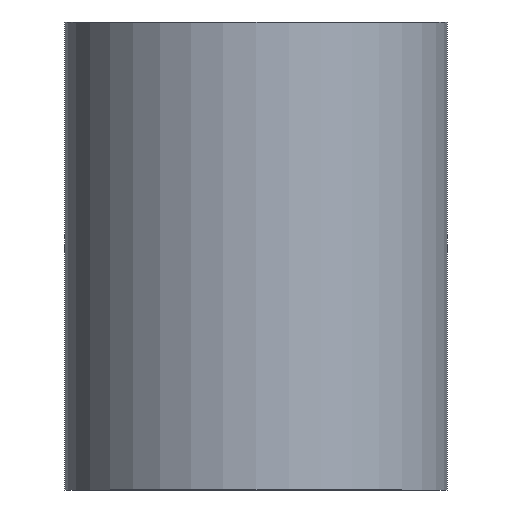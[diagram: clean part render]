
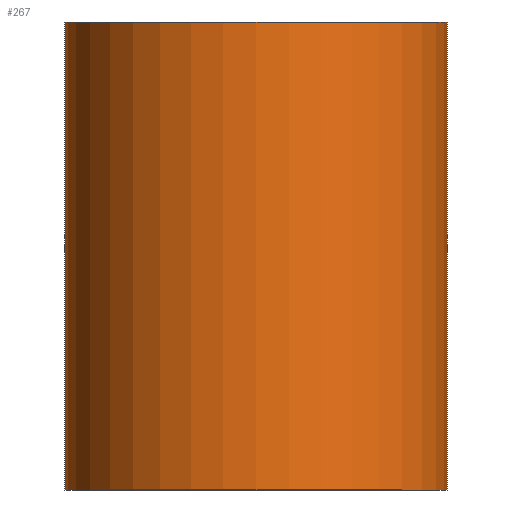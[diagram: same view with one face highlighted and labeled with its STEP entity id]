
A CAD part, front view. The second image highlights one B-rep face of the part: STEP entity #267.
In plain terms, the highlighted cylindrical face has radius 435 mm (diameter 870 mm), a full revolution.
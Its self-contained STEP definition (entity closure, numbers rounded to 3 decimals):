
#11 = DIRECTION ( 'NONE',  ( 1., 0., 0. ) ) ;
#32 = AXIS2_PLACEMENT_3D ( 'NONE', #580, #361, #270 ) ;
#62 = ORIENTED_EDGE ( 'NONE', *, *, #1030, .F. ) ;
#125 = FACE_OUTER_BOUND ( 'NONE', #857, .T. ) ;
#132 = CARTESIAN_POINT ( 'NONE',  ( 435., 0., 1065. ) ) ;
#197 = VERTEX_POINT ( 'NONE', #132 ) ;
#199 = CIRCLE ( 'NONE', #32, 435. ) ;
#206 = CARTESIAN_POINT ( 'NONE',  ( 0., 0., 0. ) ) ;
#222 = DIRECTION ( 'NONE',  ( 0., 0., 1. ) ) ;
#253 = AXIS2_PLACEMENT_3D ( 'NONE', #681, #1187, #567 ) ;
#267 = ADVANCED_FACE ( 'NONE', ( #125, #873 ), #1147, .T. ) ;
#270 = DIRECTION ( 'NONE',  ( 1., 0., 0. ) ) ;
#361 = DIRECTION ( 'NONE',  ( 0., 0., 1. ) ) ;
#444 = CARTESIAN_POINT ( 'NONE',  ( 435., 0., 0. ) ) ;
#450 = VERTEX_POINT ( 'NONE', #444 ) ;
#567 = DIRECTION ( 'NONE',  ( 1., 0., 0. ) ) ;
#580 = CARTESIAN_POINT ( 'NONE',  ( 0., 0., 1065. ) ) ;
#644 = CIRCLE ( 'NONE', #927, 435. ) ;
#666 = ORIENTED_EDGE ( 'NONE', *, *, #1272, .T. ) ;
#681 = CARTESIAN_POINT ( 'NONE',  ( 0., 0., 0. ) ) ;
#857 = EDGE_LOOP ( 'NONE', ( #666 ) ) ;
#873 = FACE_OUTER_BOUND ( 'NONE', #1314, .T. ) ;
#927 = AXIS2_PLACEMENT_3D ( 'NONE', #206, #222, #11 ) ;
#1030 = EDGE_CURVE ( 'NONE', #197, #197, #199, .T. ) ;
#1147 = CYLINDRICAL_SURFACE ( 'NONE', #253, 435. ) ;
#1187 = DIRECTION ( 'NONE',  ( 0., 0., 1. ) ) ;
#1272 = EDGE_CURVE ( 'NONE', #450, #450, #644, .T. ) ;
#1314 = EDGE_LOOP ( 'NONE', ( #62 ) ) ;
